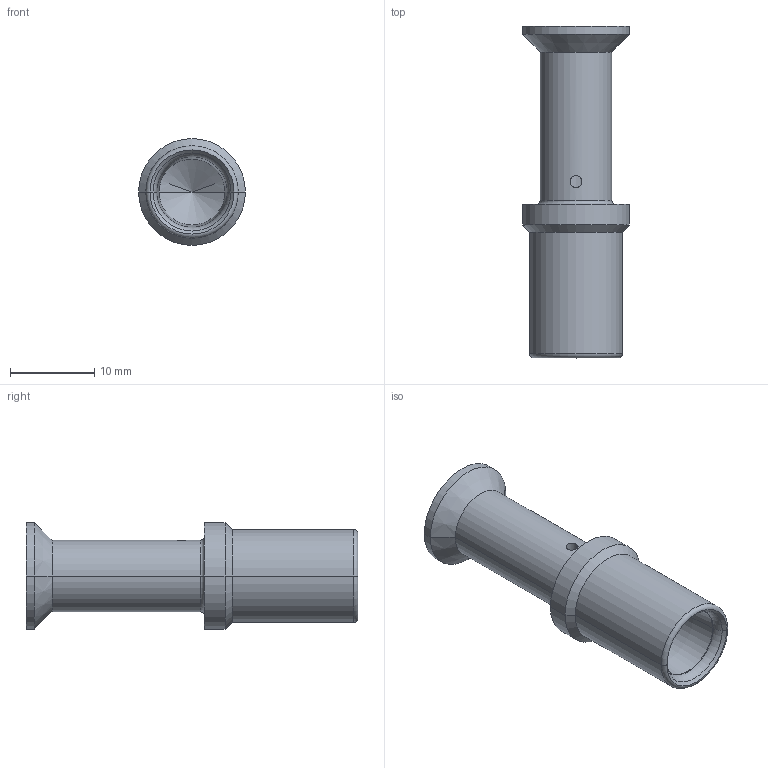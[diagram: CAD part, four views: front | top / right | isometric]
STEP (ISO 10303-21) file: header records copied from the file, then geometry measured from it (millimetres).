
FILE_DESCRIPTION((''),'2;1');
FILE_NAME('CKSF-16G','2017-05-25T',('tl.yang'),(''),'PRO/ENGINEER BY PARAMETRIC TECHNOLOGY CORPORATION, 2011500','PRO/ENGINEER BY PARAMETRIC TECHNOLOGY CORPORATION, 2011500','');
FILE_SCHEMA(('CONFIG_CONTROL_DESIGN'));
Length unit declared in the file: millimetre
Products named in the file (1): CKSF-16G
Bounding box: 12.7 x 39.45 x 12.7 mm (x, y, z)
Volume: 1887.5 mm3; surface area: 2249.6 mm2
Topology: 1 solids, 1 shells, 38 faces, 80 edges, 42 vertices
Faces by surface type: cylinder 16, cone 12, torus 8, plane 2
Entity records: 1062 total; most frequent: CARTESIAN_POINT 208, DIRECTION 192, ORIENTED_EDGE 152, AXIS2_PLACEMENT_3D 82, EDGE_CURVE 76, CIRCLE 44, VERTEX_POINT 42, EDGE_LOOP 42
